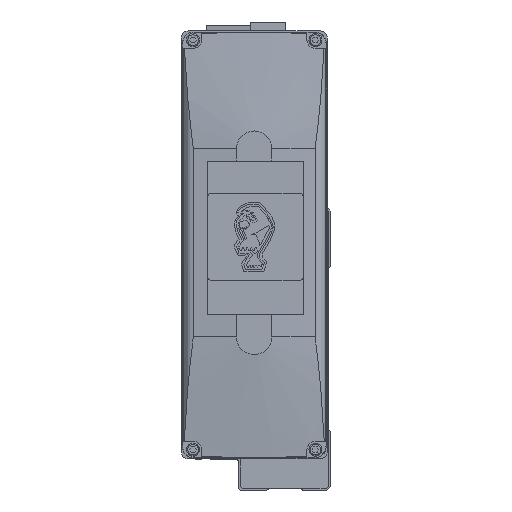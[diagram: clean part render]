
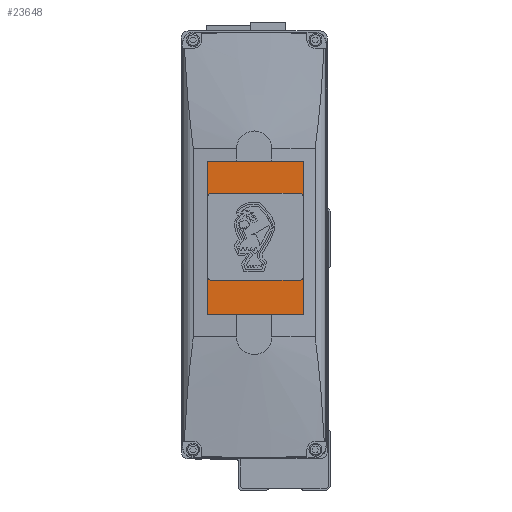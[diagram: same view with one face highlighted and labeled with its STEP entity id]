
A CAD part, left-side view. The second image highlights one B-rep face of the part: STEP entity #23648.
In plain terms, the highlighted planar face has unit normal (-1, 0, 0).
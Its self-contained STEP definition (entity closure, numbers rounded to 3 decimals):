
#154 = LINE ( 'NONE', #2933, #23296 ) ;
#278 = EDGE_LOOP ( 'NONE', ( #12120, #17376, #7079, #15201 ) ) ;
#326 = CARTESIAN_POINT ( 'NONE',  ( -43., 19.976, 79.734 ) ) ;
#1848 = CARTESIAN_POINT ( 'NONE',  ( -43., 19.976, 14.734 ) ) ;
#2933 = CARTESIAN_POINT ( 'NONE',  ( -43., -21.024, 14.734 ) ) ;
#3221 = DIRECTION ( 'NONE',  ( 0., -1., 0. ) ) ;
#5344 = CARTESIAN_POINT ( 'NONE',  ( -43., -21.024, 14.734 ) ) ;
#5573 = VERTEX_POINT ( 'NONE', #1848 ) ;
#6584 = LINE ( 'NONE', #29098, #26046 ) ;
#7079 = ORIENTED_EDGE ( 'NONE', *, *, #11642, .T. ) ;
#7967 = FACE_OUTER_BOUND ( 'NONE', #278, .T. ) ;
#9100 = VERTEX_POINT ( 'NONE', #326 ) ;
#9856 = VECTOR ( 'NONE', #23664, 1000. ) ;
#10285 = CARTESIAN_POINT ( 'NONE',  ( -43., -21.024, 14.734 ) ) ;
#11642 = EDGE_CURVE ( 'NONE', #5573, #13513, #12581, .T. ) ;
#12120 = ORIENTED_EDGE ( 'NONE', *, *, #20779, .T. ) ;
#12581 = LINE ( 'NONE', #5344, #26035 ) ;
#12583 = VERTEX_POINT ( 'NONE', #15633 ) ;
#13513 = VERTEX_POINT ( 'NONE', #10285 ) ;
#14419 = AXIS2_PLACEMENT_3D ( 'NONE', #25315, #14883, #29872 ) ;
#14883 = DIRECTION ( 'NONE',  ( 1., 0., 0. ) ) ;
#15201 = ORIENTED_EDGE ( 'NONE', *, *, #22877, .T. ) ;
#15633 = CARTESIAN_POINT ( 'NONE',  ( -43., -21.024, 79.734 ) ) ;
#16738 = DIRECTION ( 'NONE',  ( 0., 1., 0. ) ) ;
#17376 = ORIENTED_EDGE ( 'NONE', *, *, #25453, .T. ) ;
#19581 = DIRECTION ( 'NONE',  ( 0., 0., 1. ) ) ;
#19959 = PLANE ( 'NONE',  #14419 ) ;
#20779 = EDGE_CURVE ( 'NONE', #12583, #9100, #6584, .T. ) ;
#22877 = EDGE_CURVE ( 'NONE', #13513, #12583, #154, .T. ) ;
#23296 = VECTOR ( 'NONE', #19581, 1000. ) ;
#23648 = ADVANCED_FACE ( 'NONE', ( #7967 ), #19959, .F. ) ;
#23664 = DIRECTION ( 'NONE',  ( 0., 0., -1. ) ) ;
#25315 = CARTESIAN_POINT ( 'NONE',  ( -43., 0., 0. ) ) ;
#25453 = EDGE_CURVE ( 'NONE', #9100, #5573, #31148, .T. ) ;
#26035 = VECTOR ( 'NONE', #3221, 1000. ) ;
#26046 = VECTOR ( 'NONE', #16738, 1000. ) ;
#26126 = CARTESIAN_POINT ( 'NONE',  ( -43., 19.976, 14.734 ) ) ;
#29098 = CARTESIAN_POINT ( 'NONE',  ( -43., -21.024, 79.734 ) ) ;
#29872 = DIRECTION ( 'NONE',  ( 0., 0., -1. ) ) ;
#31148 = LINE ( 'NONE', #26126, #9856 ) ;
